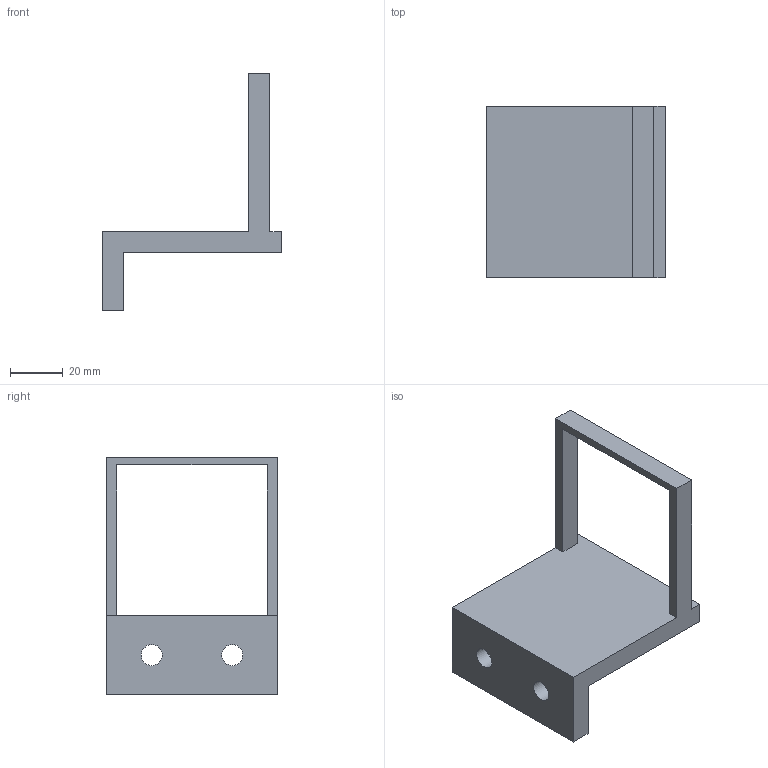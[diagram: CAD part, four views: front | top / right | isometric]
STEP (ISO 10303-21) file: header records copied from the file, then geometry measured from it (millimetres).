
FILE_DESCRIPTION(/* description */ (''),/* implementation_level */ '2;1');
FILE_NAME(/* name */ 'B2_RCR_v1 .step',/* time_stamp */ '2022-04-21T12:59:49-04:00',/* author */ (''),/* organization */ (''),/* preprocessor_version */ 'ST-DEVELOPER v18.1',/* originating_system */ 'Autodesk Translation Framework v10.14.0.1471',/* authorisation */ '');
FILE_SCHEMA (('AUTOMOTIVE_DESIGN { 1 0 10303 214 3 1 1 }'));
Length unit declared in the file: inch
Products named in the file (1): B2_RCR_v1
Bounding box: 68 x 65 x 90 mm (x, y, z)
Volume: 51066.8 mm3; surface area: 18437.6 mm2
Topology: 1 solids, 1 shells, 16 faces, 48 edges, 32 vertices
Faces by surface type: plane 14, cylinder 2
Full cylindrical faces by diameter (mm): 8 x2
Entity records: 590 total; most frequent: CARTESIAN_POINT 97, ORIENTED_EDGE 96, DIRECTION 86, EDGE_CURVE 48, LINE 44, VECTOR 44, VERTEX_POINT 32, AXIS2_PLACEMENT_3D 21
